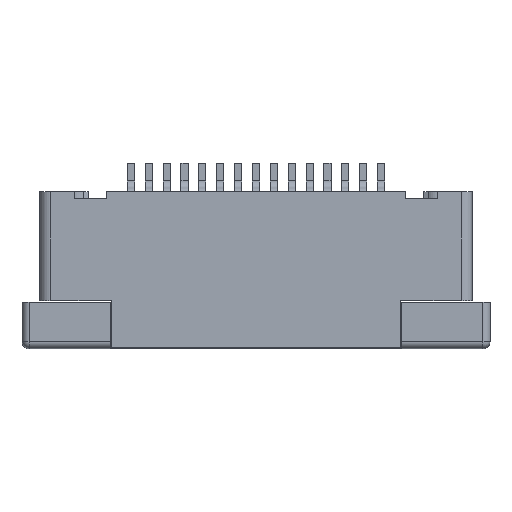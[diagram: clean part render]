
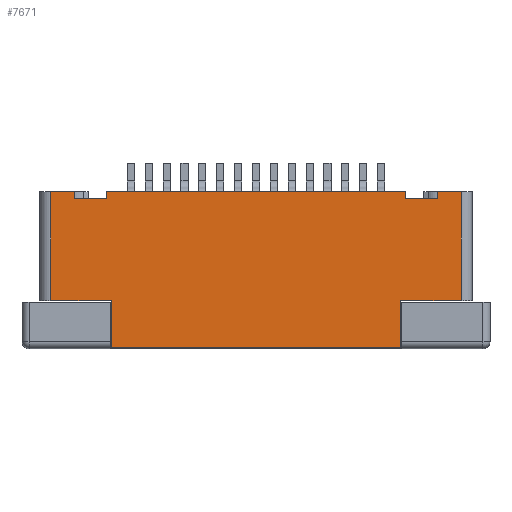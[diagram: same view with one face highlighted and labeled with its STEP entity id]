
A CAD part, top view. The second image highlights one B-rep face of the part: STEP entity #7671.
In plain terms, the highlighted planar face has unit normal (0, 0, 1).
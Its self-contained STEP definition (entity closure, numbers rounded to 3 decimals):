
#565=FACE_OUTER_BOUND('',#975,.T.);
#975=EDGE_LOOP('',(#5099,#5100,#5101,#5102,#5103,#5104,#5105,#5106,#5107,
#5108,#5109,#5110,#5111,#5112,#5113,#5114));
#1388=LINE('',#10900,#2309);
#1389=LINE('',#10902,#2310);
#1390=LINE('',#10904,#2311);
#1391=LINE('',#10906,#2312);
#1392=LINE('',#10908,#2313);
#1393=LINE('',#10910,#2314);
#1394=LINE('',#10912,#2315);
#1395=LINE('',#10914,#2316);
#1396=LINE('',#10916,#2317);
#1397=LINE('',#10918,#2318);
#1398=LINE('',#10920,#2319);
#1399=LINE('',#10922,#2320);
#1400=LINE('',#10924,#2321);
#1401=LINE('',#10926,#2322);
#1402=LINE('',#10928,#2323);
#1403=LINE('',#10929,#2324);
#2309=VECTOR('',#8725,1.675);
#2310=VECTOR('',#8726,3.05);
#2311=VECTOR('',#8727,0.67);
#2312=VECTOR('',#8728,0.2);
#2313=VECTOR('',#8729,0.882);
#2314=VECTOR('',#8730,0.2);
#2315=VECTOR('',#8731,8.396);
#2316=VECTOR('',#8732,0.2);
#2317=VECTOR('',#8733,0.882);
#2318=VECTOR('',#8734,0.2);
#2319=VECTOR('',#8735,0.67);
#2320=VECTOR('',#8736,3.05);
#2321=VECTOR('',#8737,1.675);
#2322=VECTOR('',#8738,4.04);
#2323=VECTOR('',#8739,8.09);
#2324=VECTOR('',#8740,4.04);
#3230=VERTEX_POINT('',#10898);
#3231=VERTEX_POINT('',#10899);
#3232=VERTEX_POINT('',#10901);
#3233=VERTEX_POINT('',#10903);
#3234=VERTEX_POINT('',#10905);
#3235=VERTEX_POINT('',#10907);
#3236=VERTEX_POINT('',#10909);
#3237=VERTEX_POINT('',#10911);
#3238=VERTEX_POINT('',#10913);
#3239=VERTEX_POINT('',#10915);
#3240=VERTEX_POINT('',#10917);
#3241=VERTEX_POINT('',#10919);
#3242=VERTEX_POINT('',#10921);
#3243=VERTEX_POINT('',#10923);
#3244=VERTEX_POINT('',#10925);
#3245=VERTEX_POINT('',#10927);
#3962=EDGE_CURVE('',#3230,#3231,#1388,.T.);
#3963=EDGE_CURVE('',#3230,#3232,#1389,.T.);
#3964=EDGE_CURVE('',#3232,#3233,#1390,.T.);
#3965=EDGE_CURVE('',#3233,#3234,#1391,.T.);
#3966=EDGE_CURVE('',#3234,#3235,#1392,.T.);
#3967=EDGE_CURVE('',#3236,#3235,#1393,.T.);
#3968=EDGE_CURVE('',#3236,#3237,#1394,.T.);
#3969=EDGE_CURVE('',#3237,#3238,#1395,.T.);
#3970=EDGE_CURVE('',#3238,#3239,#1396,.T.);
#3971=EDGE_CURVE('',#3240,#3239,#1397,.T.);
#3972=EDGE_CURVE('',#3240,#3241,#1398,.T.);
#3973=EDGE_CURVE('',#3241,#3242,#1399,.T.);
#3974=EDGE_CURVE('',#3243,#3242,#1400,.T.);
#3975=EDGE_CURVE('',#3243,#3244,#1401,.T.);
#3976=EDGE_CURVE('',#3245,#3244,#1402,.T.);
#3977=EDGE_CURVE('',#3245,#3231,#1403,.T.);
#5099=ORIENTED_EDGE('',*,*,#3962,.F.);
#5100=ORIENTED_EDGE('',*,*,#3963,.T.);
#5101=ORIENTED_EDGE('',*,*,#3964,.T.);
#5102=ORIENTED_EDGE('',*,*,#3965,.T.);
#5103=ORIENTED_EDGE('',*,*,#3966,.T.);
#5104=ORIENTED_EDGE('',*,*,#3967,.F.);
#5105=ORIENTED_EDGE('',*,*,#3968,.T.);
#5106=ORIENTED_EDGE('',*,*,#3969,.T.);
#5107=ORIENTED_EDGE('',*,*,#3970,.T.);
#5108=ORIENTED_EDGE('',*,*,#3971,.F.);
#5109=ORIENTED_EDGE('',*,*,#3972,.T.);
#5110=ORIENTED_EDGE('',*,*,#3973,.T.);
#5111=ORIENTED_EDGE('',*,*,#3974,.F.);
#5112=ORIENTED_EDGE('',*,*,#3975,.T.);
#5113=ORIENTED_EDGE('',*,*,#3976,.F.);
#5114=ORIENTED_EDGE('',*,*,#3977,.T.);
#7373=PLANE('',#8095);
#7671=ADVANCED_FACE('',(#565),#7373,.T.);
#8095=AXIS2_PLACEMENT_3D('',#10897,#8723,#8724);
#8723=DIRECTION('center_axis',(0.,0.,1.));
#8724=DIRECTION('ref_axis',(1.,0.,0.));
#8725=DIRECTION('',(-1.,0.,0.));
#8726=DIRECTION('',(0.,1.,0.));
#8727=DIRECTION('',(-1.,0.,0.));
#8728=DIRECTION('',(0.,-1.,0.));
#8729=DIRECTION('',(-1.,0.,0.));
#8730=DIRECTION('',(0.,-1.,0.));
#8731=DIRECTION('',(-1.,0.,0.));
#8732=DIRECTION('',(0.,-1.,0.));
#8733=DIRECTION('',(-1.,0.,0.));
#8734=DIRECTION('',(0.,-1.,0.));
#8735=DIRECTION('',(-1.,0.,0.));
#8736=DIRECTION('',(0.,-1.,0.));
#8737=DIRECTION('',(-1.,0.,0.));
#8738=DIRECTION('',(0.,-1.,0.));
#8739=DIRECTION('',(-1.,0.,0.));
#8740=DIRECTION('',(0.,1.,0.));
#10897=CARTESIAN_POINT('Origin',(0.,-2.7,2.));
#10898=CARTESIAN_POINT('',(5.75,-1.35,2.));
#10899=CARTESIAN_POINT('',(4.045,-1.35,2.));
#10900=CARTESIAN_POINT('',(5.75,-1.35,2.));
#10901=CARTESIAN_POINT('',(5.75,1.7,2.));
#10902=CARTESIAN_POINT('',(5.75,-1.35,2.));
#10903=CARTESIAN_POINT('',(5.08,1.7,2.));
#10904=CARTESIAN_POINT('',(5.75,1.7,2.));
#10905=CARTESIAN_POINT('',(5.08,1.5,2.));
#10906=CARTESIAN_POINT('',(5.08,1.7,2.));
#10907=CARTESIAN_POINT('',(4.198,1.5,2.));
#10908=CARTESIAN_POINT('',(5.08,1.5,2.));
#10909=CARTESIAN_POINT('',(4.198,1.7,2.));
#10910=CARTESIAN_POINT('',(4.198,1.7,2.));
#10911=CARTESIAN_POINT('',(-4.198,1.7,2.));
#10912=CARTESIAN_POINT('',(4.198,1.7,2.));
#10913=CARTESIAN_POINT('',(-4.198,1.5,2.));
#10914=CARTESIAN_POINT('',(-4.198,1.7,2.));
#10915=CARTESIAN_POINT('',(-5.08,1.5,2.));
#10916=CARTESIAN_POINT('',(-4.198,1.5,2.));
#10917=CARTESIAN_POINT('',(-5.08,1.7,2.));
#10918=CARTESIAN_POINT('',(-5.08,1.7,2.));
#10919=CARTESIAN_POINT('',(-5.75,1.7,2.));
#10920=CARTESIAN_POINT('',(-5.08,1.7,2.));
#10921=CARTESIAN_POINT('',(-5.75,-1.35,2.));
#10922=CARTESIAN_POINT('',(-5.75,1.7,2.));
#10923=CARTESIAN_POINT('',(-4.045,-1.35,2.));
#10924=CARTESIAN_POINT('',(-4.075,-1.35,2.));
#10925=CARTESIAN_POINT('',(-4.045,-2.67,2.));
#10926=CARTESIAN_POINT('',(-4.045,1.37,2.));
#10927=CARTESIAN_POINT('',(4.045,-2.67,2.));
#10928=CARTESIAN_POINT('',(4.045,-2.67,2.));
#10929=CARTESIAN_POINT('',(4.045,-2.67,2.));
